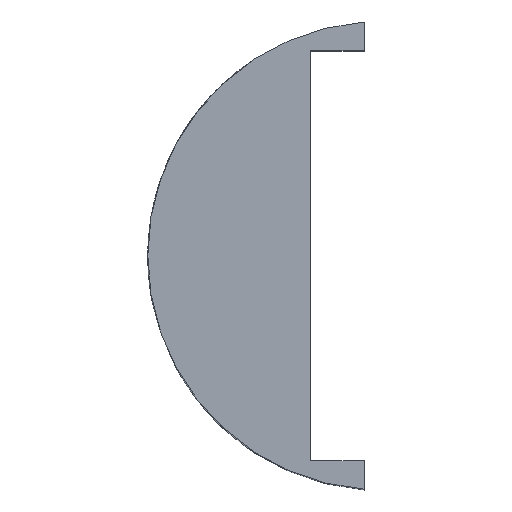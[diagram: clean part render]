
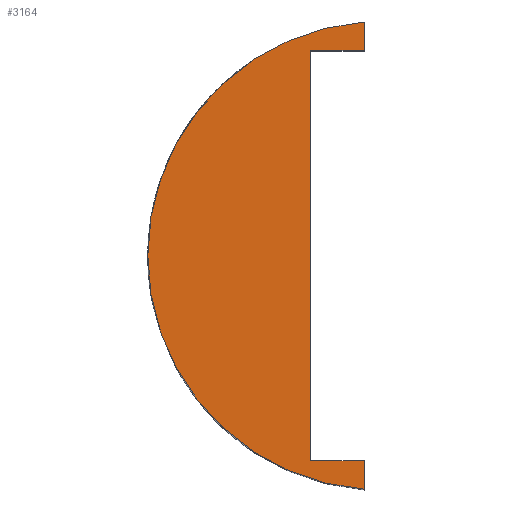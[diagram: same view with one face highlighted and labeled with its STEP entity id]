
A CAD part, top view. The second image highlights one B-rep face of the part: STEP entity #3164.
In plain terms, the highlighted planar face has unit normal (0, 0, 1).
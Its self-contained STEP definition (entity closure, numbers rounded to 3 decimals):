
#217=CIRCLE('',#3364,26.251);
#240=FACE_OUTER_BOUND('',#416,.T.);
#416=EDGE_LOOP('',(#2111,#2112,#2113,#2114,#2115,#2116));
#622=LINE('',#4156,#966);
#624=LINE('',#4162,#968);
#629=LINE('',#4171,#973);
#630=LINE('',#4174,#974);
#631=LINE('',#4175,#975);
#966=VECTOR('',#3514,10.);
#968=VECTOR('',#3518,10.);
#973=VECTOR('',#3525,10.);
#974=VECTOR('',#3528,10.);
#975=VECTOR('',#3529,10.);
#1308=VERTEX_POINT('',#4150);
#1310=VERTEX_POINT('',#4154);
#1311=VERTEX_POINT('',#4158);
#1313=VERTEX_POINT('',#4161);
#1316=VERTEX_POINT('',#4169);
#1317=VERTEX_POINT('',#4173);
#1628=EDGE_CURVE('',#1308,#1310,#622,.T.);
#1630=EDGE_CURVE('',#1313,#1311,#624,.T.);
#1635=EDGE_CURVE('',#1316,#1310,#629,.T.);
#1636=EDGE_CURVE('',#1317,#1316,#630,.T.);
#1637=EDGE_CURVE('',#1313,#1317,#631,.T.);
#1638=EDGE_CURVE('',#1308,#1311,#217,.T.);
#2111=ORIENTED_EDGE('',*,*,#1628,.T.);
#2112=ORIENTED_EDGE('',*,*,#1635,.F.);
#2113=ORIENTED_EDGE('',*,*,#1636,.F.);
#2114=ORIENTED_EDGE('',*,*,#1637,.F.);
#2115=ORIENTED_EDGE('',*,*,#1630,.T.);
#2116=ORIENTED_EDGE('',*,*,#1638,.F.);
#3050=PLANE('',#3363);
#3164=ADVANCED_FACE('',(#240),#3050,.F.);
#3363=AXIS2_PLACEMENT_3D('',#4172,#3526,#3527);
#3364=AXIS2_PLACEMENT_3D('',#4176,#3530,#3531);
#3514=DIRECTION('',(0.,1.,0.));
#3518=DIRECTION('',(0.,1.,0.));
#3525=DIRECTION('',(1.,0.,0.));
#3526=DIRECTION('center_axis',(0.,0.,-1.));
#3527=DIRECTION('ref_axis',(0.,1.,0.));
#3528=DIRECTION('',(0.,-1.,0.));
#3529=DIRECTION('',(-1.,0.,0.));
#3530=DIRECTION('center_axis',(0.,0.,-1.));
#3531=DIRECTION('ref_axis',(0.,1.,0.));
#4150=CARTESIAN_POINT('',(-2.,-26.175,84.));
#4154=CARTESIAN_POINT('',(-2.,-23.,84.));
#4156=CARTESIAN_POINT('',(-2.,-25.438,84.));
#4158=CARTESIAN_POINT('',(-2.,26.175,84.));
#4161=CARTESIAN_POINT('',(-2.,23.,84.));
#4162=CARTESIAN_POINT('',(-2.,-0.813,84.));
#4169=CARTESIAN_POINT('',(-8.,-23.,84.));
#4171=CARTESIAN_POINT('',(-4.,-23.,84.));
#4172=CARTESIAN_POINT('Origin',(-8.,-26.251,84.));
#4173=CARTESIAN_POINT('',(-8.,23.,84.));
#4174=CARTESIAN_POINT('',(-8.,-24.625,84.));
#4175=CARTESIAN_POINT('',(-8.,23.,84.));
#4176=CARTESIAN_POINT('Origin',(0.,0.,84.));
